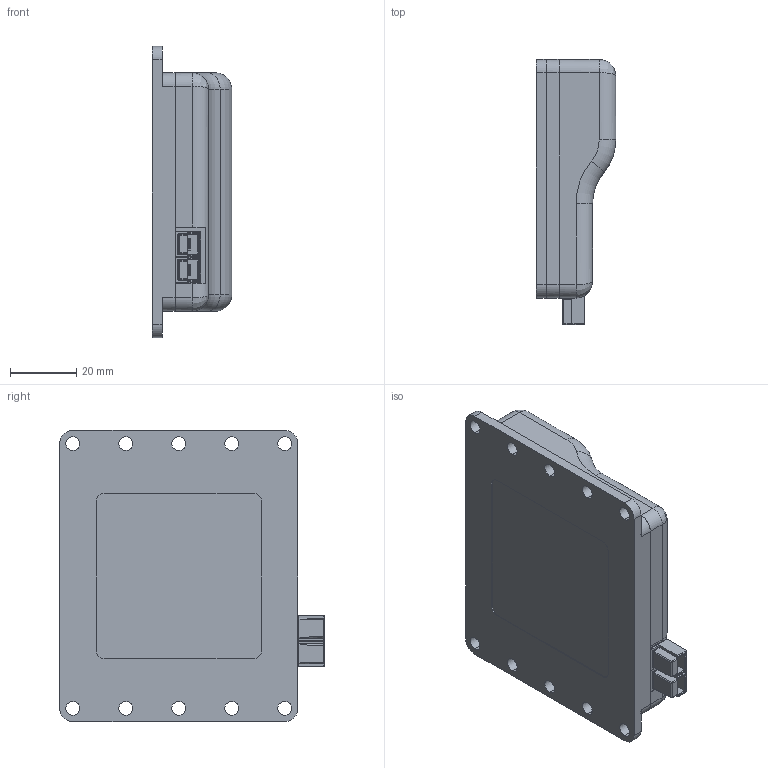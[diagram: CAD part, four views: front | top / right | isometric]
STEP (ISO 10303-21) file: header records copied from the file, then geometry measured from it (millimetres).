
FILE_DESCRIPTION((''),'2;1');
FILE_NAME('CORE_SERVO_CONTROLLER','2016-11-17T',('Joe'),(''),'CREO PARAMETRIC BY PTC INC, 2015380','CREO PARAMETRIC BY PTC INC, 2015380','');
FILE_SCHEMA(('AUTOMOTIVE_DESIGN { 1 0 10303 214 1 1 1 1 }'));
Length unit declared in the file: inch
Products named in the file (1): CORE_SERVO_CONTROLLER
Bounding box: 24 x 80 x 88 mm (x, y, z)
Volume: 104274.3 mm3; surface area: 21195.1 mm2
Topology: 1 solids, 1 shells, 658 faces, 1721 edges, 1112 vertices
Faces by surface type: plane 387, cylinder 147, extrusion 54, bspline 52, torus 8, sphere 6, cone 4
Entity records: 31473 total; most frequent: CARTESIAN_POINT 5946, ORIENTED_EDGE 3426, DIRECTION 2955, PRESENTATION_STYLE_ASSIGNMENT 2377, STYLED_ITEM 1768, CURVE_STYLE 1767, EDGE_CURVE 1713, VECTOR 1223
